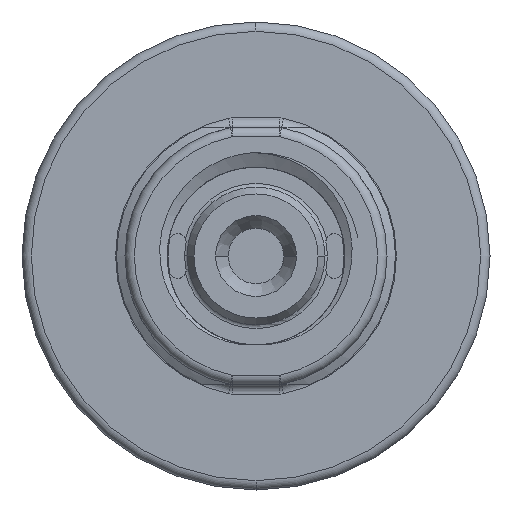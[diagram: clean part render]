
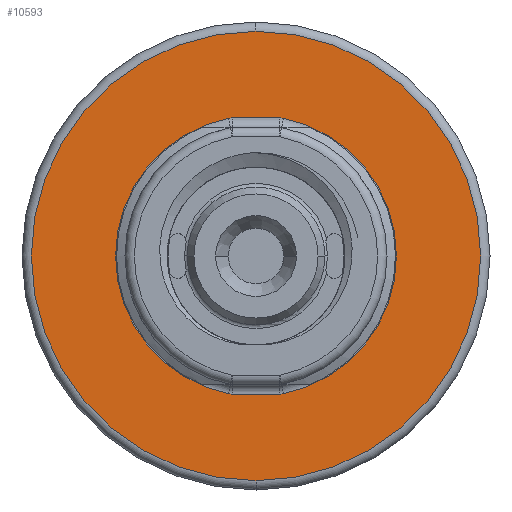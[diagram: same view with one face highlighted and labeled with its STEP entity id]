
A CAD part, front view. The second image highlights one B-rep face of the part: STEP entity #10593.
In plain terms, the highlighted planar face has unit normal (0, -1, 0).
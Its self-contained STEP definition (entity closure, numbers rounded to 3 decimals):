
#2759=CARTESIAN_POINT('',(0.,-3.,0.));
#2760=DIRECTION('',(0.,1.,0.));
#2761=DIRECTION('',(0.,0.,-1.));
#2762=AXIS2_PLACEMENT_3D('',#2759,#2760,#2761);
#2764=CARTESIAN_POINT('',(0.,-3.,0.));
#2765=DIRECTION('',(0.,1.,0.));
#2766=DIRECTION('',(0.,0.,1.));
#2767=AXIS2_PLACEMENT_3D('',#2764,#2765,#2766);
#2769=CARTESIAN_POINT('',(0.,-3.,0.));
#2770=DIRECTION('',(0.,-1.,0.));
#2771=DIRECTION('',(-0.195,0.,0.981));
#2772=AXIS2_PLACEMENT_3D('',#2769,#2770,#2771);
#2774=CARTESIAN_POINT('',(-2.537,-3.,-12.75));
#2775=DIRECTION('',(0.,-1.,0.));
#2776=DIRECTION('',(-0.195,0.,-0.981));
#2777=AXIS2_PLACEMENT_3D('',#2774,#2775,#2776);
#2779=DIRECTION('',(1.,0.,0.));
#2780=VECTOR('',#2779,5.074);
#2781=CARTESIAN_POINT('',(-2.537,-3.,-14.75));
#2782=LINE('',#2781,#2780);
#2783=CARTESIAN_POINT('',(2.537,-3.,-12.75));
#2784=DIRECTION('',(0.,-1.,0.));
#2785=DIRECTION('',(0.,0.,-1.));
#2786=AXIS2_PLACEMENT_3D('',#2783,#2784,#2785);
#2788=CARTESIAN_POINT('',(0.,-3.,0.));
#2789=DIRECTION('',(0.,-1.,0.));
#2790=DIRECTION('',(0.195,0.,-0.981));
#2791=AXIS2_PLACEMENT_3D('',#2788,#2789,#2790);
#2793=CARTESIAN_POINT('',(2.537,-3.,12.75));
#2794=DIRECTION('',(0.,-1.,0.));
#2795=DIRECTION('',(0.195,0.,0.981));
#2796=AXIS2_PLACEMENT_3D('',#2793,#2794,#2795);
#2798=DIRECTION('',(-1.,0.,0.));
#2799=VECTOR('',#2798,5.074);
#2800=CARTESIAN_POINT('',(2.537,-3.,14.75));
#2801=LINE('',#2800,#2799);
#2802=CARTESIAN_POINT('',(-2.537,-3.,12.75));
#2803=DIRECTION('',(0.,-1.,0.));
#2804=DIRECTION('',(0.,0.,1.));
#2805=AXIS2_PLACEMENT_3D('',#2802,#2803,#2804);
#7510=CARTESIAN_POINT('',(-2.928,-3.,14.712));
#7511=CARTESIAN_POINT('',(-2.928,-3.,-14.712));
#7512=VERTEX_POINT('',#7510);
#7513=VERTEX_POINT('',#7511);
#7518=CARTESIAN_POINT('',(2.928,-3.,-14.712));
#7519=CARTESIAN_POINT('',(2.928,-3.,14.712));
#7520=VERTEX_POINT('',#7518);
#7521=VERTEX_POINT('',#7519);
#7538=CARTESIAN_POINT('',(0.,-3.,-24.));
#7539=CARTESIAN_POINT('',(0.,-3.,24.));
#7540=VERTEX_POINT('',#7538);
#7541=VERTEX_POINT('',#7539);
#7781=CARTESIAN_POINT('',(-2.537,-3.,-14.75));
#7782=CARTESIAN_POINT('',(2.537,-3.,-14.75));
#7783=VERTEX_POINT('',#7781);
#7784=VERTEX_POINT('',#7782);
#7785=CARTESIAN_POINT('',(2.537,-3.,14.75));
#7786=CARTESIAN_POINT('',(-2.537,-3.,14.75));
#7787=VERTEX_POINT('',#7785);
#7788=VERTEX_POINT('',#7786);
#10565=CARTESIAN_POINT('',(0.,-3.,0.));
#10566=DIRECTION('',(0.,-1.,0.));
#10567=DIRECTION('',(0.,0.,1.));
#10568=AXIS2_PLACEMENT_3D('',#10565,#10566,#10567);
#10569=PLANE('',#10568);
#10571=ORIENTED_EDGE('',*,*,#10570,.T.);
#10573=ORIENTED_EDGE('',*,*,#10572,.T.);
#10574=EDGE_LOOP('',(#10571,#10573));
#10575=FACE_OUTER_BOUND('',#10574,.F.);
#10576=ORIENTED_EDGE('',*,*,#10555,.T.);
#10578=ORIENTED_EDGE('',*,*,#10577,.T.);
#10580=ORIENTED_EDGE('',*,*,#10579,.T.);
#10582=ORIENTED_EDGE('',*,*,#10581,.T.);
#10584=ORIENTED_EDGE('',*,*,#10583,.T.);
#10586=ORIENTED_EDGE('',*,*,#10585,.T.);
#10588=ORIENTED_EDGE('',*,*,#10587,.T.);
#10590=ORIENTED_EDGE('',*,*,#10589,.T.);
#10591=EDGE_LOOP('',(#10576,#10578,#10580,#10582,#10584,#10586,#10588,#10590));
#10592=FACE_BOUND('',#10591,.F.);
#10593=ADVANCED_FACE('',(#10575,#10592),#10569,.T.);
#2763=CIRCLE('',#2762,24.);
#2768=CIRCLE('',#2767,24.);
#2773=CIRCLE('',#2772,15.);
#2778=CIRCLE('',#2777,2.);
#2787=CIRCLE('',#2786,2.);
#2792=CIRCLE('',#2791,15.);
#2797=CIRCLE('',#2796,2.);
#2806=CIRCLE('',#2805,2.);
#10555=EDGE_CURVE('',#7512,#7513,#2773,.T.);
#10570=EDGE_CURVE('',#7540,#7541,#2763,.T.);
#10572=EDGE_CURVE('',#7541,#7540,#2768,.T.);
#10577=EDGE_CURVE('',#7513,#7783,#2778,.T.);
#10579=EDGE_CURVE('',#7783,#7784,#2782,.T.);
#10581=EDGE_CURVE('',#7784,#7520,#2787,.T.);
#10583=EDGE_CURVE('',#7520,#7521,#2792,.T.);
#10585=EDGE_CURVE('',#7521,#7787,#2797,.T.);
#10587=EDGE_CURVE('',#7787,#7788,#2801,.T.);
#10589=EDGE_CURVE('',#7788,#7512,#2806,.T.);
